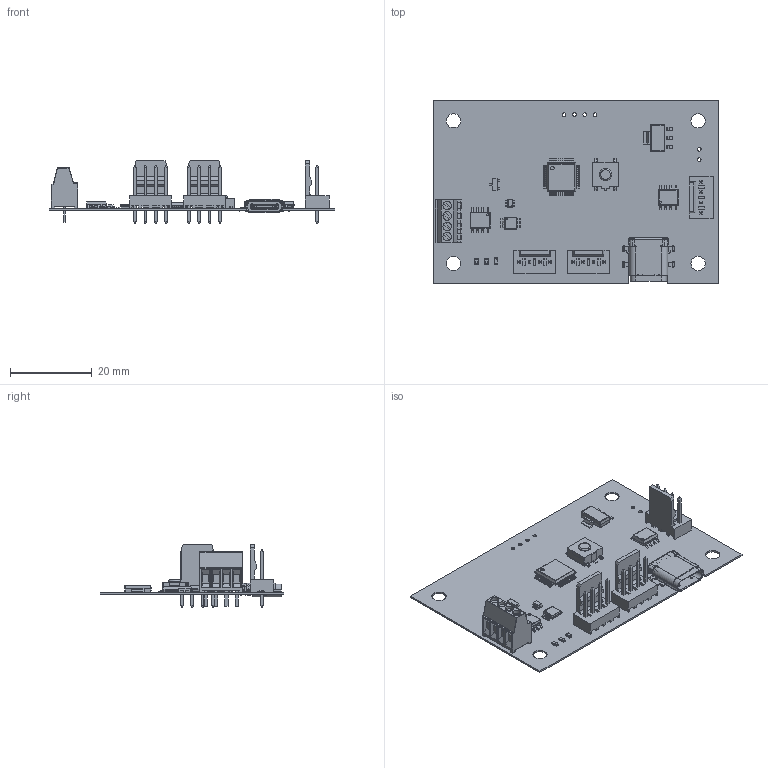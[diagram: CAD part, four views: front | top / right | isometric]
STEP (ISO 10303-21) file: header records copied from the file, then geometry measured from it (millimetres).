
FILE_DESCRIPTION(('Open CASCADE Model'),'2;1');
FILE_NAME('Open CASCADE Shape Model','2020-04-09T18:26:46',('Author'),( 'Open CASCADE'),'Open CASCADE STEP processor 6.8','Open CASCADE 6.8' ,'Unknown');
FILE_SCHEMA(('AUTOMOTIVE_DESIGN { 1 0 10303 214 1 1 1 1 }'));
Length unit declared in the file: millimetre
Products named in the file (49): PCB; Board; Open CASCADE STEP translator 6.8 1.1.1; S?; FSM1LPATR; c-1-1437565-8-d1-3d; D?; LED_0603_Lens_BLUE; LED_0603_Base_BLUE; LED_0603_Lens_RED; LED_0603_Base_RED; LED_0603_Base_GREEN; LED_0603_Lens_GREEN; J5; MOLEX_KK_022272041; J2; TE_Term_Block_4port_282834-4-c-3d; c-282834-4-c-3d; J3; J4; J1; TE_USB_2129691-1; IC7; SOT-223; IC6; 6352337824; Body; PinsArrayLR; PinsArrayTB; IC5; 5842685440; IC4; sot-23-3-infineon; IC3; 5830919728; IC2; 5842683440; IC1; 7054510576
Assembly tree (50 placements, depth 4):
  PCB
    Board
      Open CASCADE STEP translator 6.8 1.1.1
    S?
      FSM1LPATR
        c-1-1437565-8-d1-3d
    D?
      LED_0603_Lens_BLUE
      LED_0603_Base_BLUE
    D?
      LED_0603_Lens_RED
      LED_0603_Base_RED
    D?
      LED_0603_Base_GREEN
      LED_0603_Lens_GREEN
    J5
      MOLEX_KK_022272041
    J2
      TE_Term_Block_4port_282834-4-c-3d
        c-282834-4-c-3d
    J3
      MOLEX_KK_022272041
    J4
      MOLEX_KK_022272041
    J1
      TE_USB_2129691-1
    IC7
      SOT-223
    IC6
      6352337824
        Body
        PinsArrayLR
        PinsArrayTB
    IC5
      5842685440
        Body
        PinsArrayLR
    IC4
      sot-23-3-infineon
    IC3
      5830919728
        Body
        PinsArrayLR
    IC2
      5842683440
        Body
        PinsArrayLR
    IC1
      7054510576
        Body
        PinsArrayLR
Bounding box: 70.1 x 45.09 x 15.26 mm (x, y, z)
Volume: 2923.7 mm3; surface area: 9698.1 mm2
Topology: 101 solids, 101 shells, 2919 faces, 7627 edges, 4928 vertices
Faces by surface type: plane 2152, cylinder 680, sphere 50, torus 17, bspline 12, cone 8
Full cylindrical faces by diameter (mm): 0.156 x1, 0.375 x1, 0.4 x10, 0.487 x2, 0.6 x1, 0.875 x1, 0.9 x6, 1.1 x4, 1.2 x12, 3.5 x4
Entity records: 86872 total; most frequent: CARTESIAN_POINT 14698, ORIENTED_EDGE 13814, DIRECTION 13515, EDGE_CURVE 6907, LINE 5499, VECTOR 5499, VERTEX_POINT 4500, AXIS2_PLACEMENT_3D 4008
